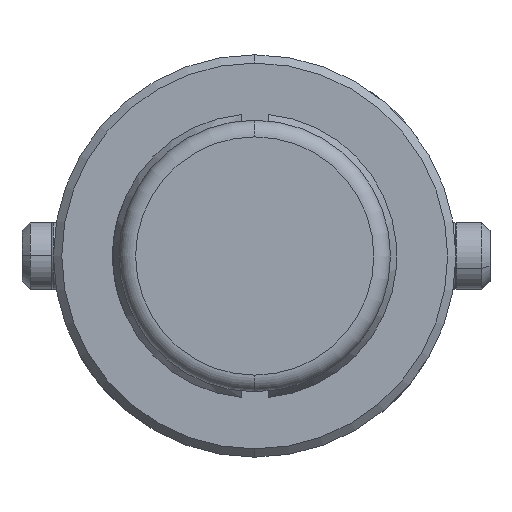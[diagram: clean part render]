
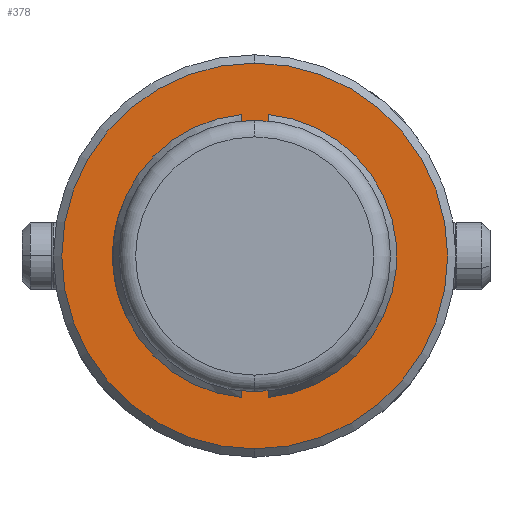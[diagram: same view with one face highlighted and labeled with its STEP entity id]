
A CAD part, left-side view. The second image highlights one B-rep face of the part: STEP entity #378.
In plain terms, the highlighted planar face has unit normal (-1, 0, 0).
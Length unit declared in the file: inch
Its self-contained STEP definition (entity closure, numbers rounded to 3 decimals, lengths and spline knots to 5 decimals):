
#235 = CARTESIAN_POINT ( 'NONE',  ( 2.436, 0., -0.4975 ) ) ;
#236 = CARTESIAN_POINT ( 'NONE',  ( 2.436, 0.75, 0. ) ) ;
#378 = ADVANCED_FACE ( 'NONE', ( #1658, #1508 ), #3579, .F. ) ;
#868 = VERTEX_POINT ( 'NONE', #235 ) ;
#938 = CIRCLE ( 'NONE', #4734, 0.4975 ) ;
#1011 = DIRECTION ( 'NONE',  ( 0., 0., -1. ) ) ;
#1132 = DIRECTION ( 'NONE',  ( 0., 0., -1. ) ) ;
#1364 = CIRCLE ( 'NONE', #3643, 0.4975 ) ;
#1508 = FACE_BOUND ( 'NONE', #2097, .T. ) ;
#1553 = DIRECTION ( 'NONE',  ( 1., 0., 0. ) ) ;
#1658 = FACE_OUTER_BOUND ( 'NONE', #4120, .T. ) ;
#1699 = AXIS2_PLACEMENT_3D ( 'NONE', #6083, #3904, #3372 ) ;
#1953 = ORIENTED_EDGE ( 'NONE', *, *, #3716, .T. ) ;
#2078 = CARTESIAN_POINT ( 'NONE',  ( 2.436, 0., 0. ) ) ;
#2097 = EDGE_LOOP ( 'NONE', ( #2566, #1953 ) ) ;
#2125 = CIRCLE ( 'NONE', #1699, 0.719 ) ;
#2218 = CIRCLE ( 'NONE', #3393, 0.719 ) ;
#2566 = ORIENTED_EDGE ( 'NONE', *, *, #3726, .T. ) ;
#2589 = CARTESIAN_POINT ( 'NONE',  ( 2.436, 0., 0.719 ) ) ;
#2861 = VERTEX_POINT ( 'NONE', #2589 ) ;
#2914 = ORIENTED_EDGE ( 'NONE', *, *, #3361, .T. ) ;
#2978 = DIRECTION ( 'NONE',  ( -1., 0., 0. ) ) ;
#3361 = EDGE_CURVE ( 'NONE', #2861, #4830, #2125, .T. ) ;
#3372 = DIRECTION ( 'NONE',  ( 0., 0., -1. ) ) ;
#3393 = AXIS2_PLACEMENT_3D ( 'NONE', #4654, #2978, #1011 ) ;
#3579 = PLANE ( 'NONE',  #3774 ) ;
#3618 = DIRECTION ( 'NONE',  ( 0., 0., -1. ) ) ;
#3643 = AXIS2_PLACEMENT_3D ( 'NONE', #2078, #1553, #3618 ) ;
#3716 = EDGE_CURVE ( 'NONE', #4603, #868, #938, .T. ) ;
#3726 = EDGE_CURVE ( 'NONE', #868, #4603, #1364, .T. ) ;
#3774 = AXIS2_PLACEMENT_3D ( 'NONE', #236, #5920, #1132 ) ;
#3828 = CARTESIAN_POINT ( 'NONE',  ( 2.436, 0., -0.719 ) ) ;
#3904 = DIRECTION ( 'NONE',  ( -1., 0., 0. ) ) ;
#4095 = CARTESIAN_POINT ( 'NONE',  ( 2.436, 0., 0. ) ) ;
#4120 = EDGE_LOOP ( 'NONE', ( #6722, #2914 ) ) ;
#4603 = VERTEX_POINT ( 'NONE', #6640 ) ;
#4654 = CARTESIAN_POINT ( 'NONE',  ( 2.436, 0., 0. ) ) ;
#4734 = AXIS2_PLACEMENT_3D ( 'NONE', #4095, #6185, #6727 ) ;
#4830 = VERTEX_POINT ( 'NONE', #3828 ) ;
#5099 = EDGE_CURVE ( 'NONE', #4830, #2861, #2218, .T. ) ;
#5920 = DIRECTION ( 'NONE',  ( 1., 0., 0. ) ) ;
#6083 = CARTESIAN_POINT ( 'NONE',  ( 2.436, 0., 0. ) ) ;
#6185 = DIRECTION ( 'NONE',  ( 1., 0., 0. ) ) ;
#6640 = CARTESIAN_POINT ( 'NONE',  ( 2.436, 0., 0.4975 ) ) ;
#6722 = ORIENTED_EDGE ( 'NONE', *, *, #5099, .T. ) ;
#6727 = DIRECTION ( 'NONE',  ( 0., 0., -1. ) ) ;
